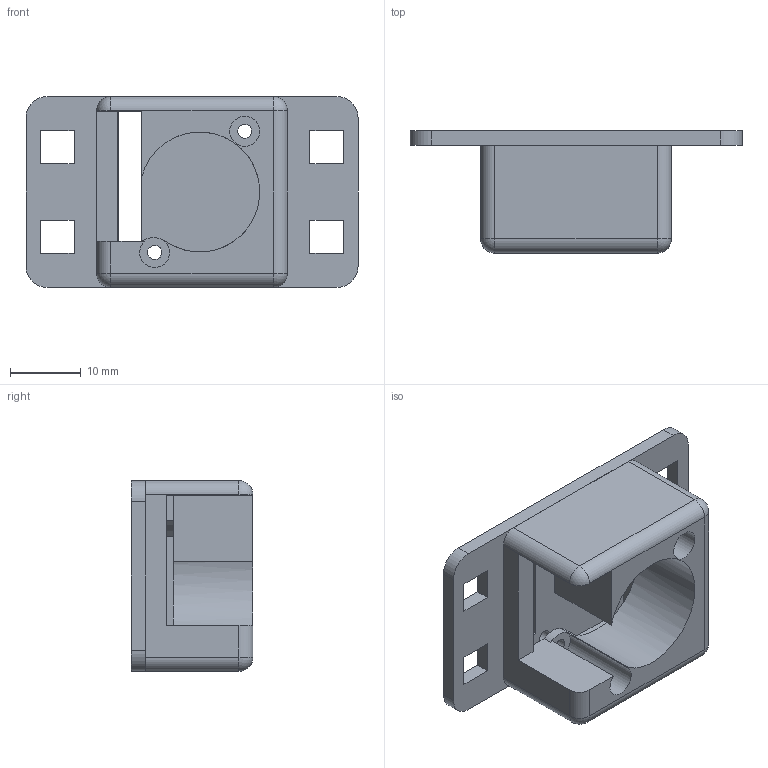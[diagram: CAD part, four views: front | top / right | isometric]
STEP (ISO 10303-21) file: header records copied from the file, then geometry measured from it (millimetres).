
FILE_DESCRIPTION(/* description */ (''),/* implementation_level */ '2;1');
FILE_NAME(/* name */ 'Maxbotix MaxSonar Flat Mount.step',/* time_stamp */ '2018-09-09T17:18:42-04:00',/* author */ (''),/* organization */ (''),/* preprocessor_version */ 'ST-DEVELOPER v17.2',/* originating_system */ 'Autodesk Translation Framework v7.6.0.251',/* authorisation */ '');
FILE_SCHEMA (('AUTOMOTIVE_DESIGN { 1 0 10303 214 3 1 1 }'));
Length unit declared in the file: millimetre
Products named in the file (1): FusionComponent
Bounding box: 47 x 17.25 x 27 mm (x, y, z)
Volume: 7082.3 mm3; surface area: 6283 mm2
Topology: 2 solids, 2 shells, 75 faces, 202 edges, 131 vertices
Faces by surface type: plane 50, cylinder 21, sphere 4
Full cylindrical faces by diameter (mm): 2 x4, 4.25 x1
Entity records: 2414 total; most frequent: CARTESIAN_POINT 409, ORIENTED_EDGE 404, DIRECTION 401, EDGE_CURVE 202, LINE 155, VECTOR 155, VERTEX_POINT 131, AXIS2_PLACEMENT_3D 123
